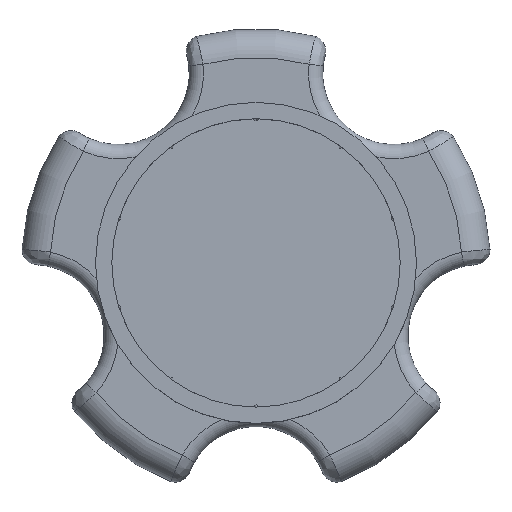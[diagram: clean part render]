
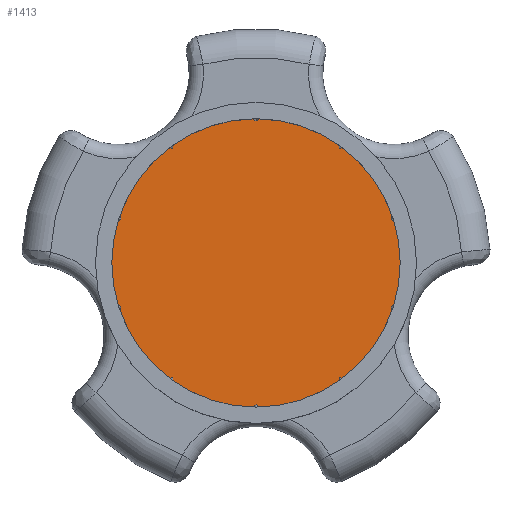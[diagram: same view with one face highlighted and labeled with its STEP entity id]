
A CAD part, top view. The second image highlights one B-rep face of the part: STEP entity #1413.
In plain terms, the highlighted planar face has unit normal (0, 0, 1).
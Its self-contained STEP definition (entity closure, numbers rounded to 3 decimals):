
#41=LINE('',#3053,#142);
#44=LINE('',#3058,#145);
#45=LINE('',#3063,#146);
#46=LINE('',#3065,#147);
#47=LINE('',#3069,#148);
#48=LINE('',#3071,#149);
#49=LINE('',#3075,#150);
#50=LINE('',#3077,#151);
#51=LINE('',#3081,#152);
#52=LINE('',#3083,#153);
#53=LINE('',#3087,#154);
#54=LINE('',#3089,#155);
#55=LINE('',#3093,#156);
#56=LINE('',#3095,#157);
#57=LINE('',#3099,#158);
#58=LINE('',#3101,#159);
#59=LINE('',#3105,#160);
#60=LINE('',#3107,#161);
#61=LINE('',#3111,#162);
#62=LINE('',#3113,#163);
#142=VECTOR('',#1813,10.);
#145=VECTOR('',#1818,10.);
#146=VECTOR('',#1823,10.);
#147=VECTOR('',#1824,10.);
#148=VECTOR('',#1827,10.);
#149=VECTOR('',#1828,10.);
#150=VECTOR('',#1831,10.);
#151=VECTOR('',#1832,10.);
#152=VECTOR('',#1835,10.);
#153=VECTOR('',#1836,10.);
#154=VECTOR('',#1839,10.);
#155=VECTOR('',#1840,10.);
#156=VECTOR('',#1843,10.);
#157=VECTOR('',#1844,10.);
#158=VECTOR('',#1847,10.);
#159=VECTOR('',#1848,10.);
#160=VECTOR('',#1851,10.);
#161=VECTOR('',#1852,10.);
#162=VECTOR('',#1855,10.);
#163=VECTOR('',#1856,10.);
#263=PLANE('',#1557);
#368=FACE_OUTER_BOUND('',#455,.T.);
#455=EDGE_LOOP('',(#1091,#1092,#1093,#1094,#1095,#1096,#1097,#1098,#1099,
#1100,#1101,#1102,#1103,#1104,#1105,#1106,#1107,#1108,#1109,#1110,#1111,
#1112,#1113,#1114,#1115,#1116,#1117,#1118,#1119,#1120));
#558=CIRCLE('',#1558,20.3);
#559=CIRCLE('',#1559,20.3);
#560=CIRCLE('',#1560,20.3);
#561=CIRCLE('',#1561,20.3);
#562=CIRCLE('',#1562,20.3);
#563=CIRCLE('',#1563,20.3);
#564=CIRCLE('',#1564,20.3);
#565=CIRCLE('',#1565,20.3);
#566=CIRCLE('',#1566,20.3);
#567=CIRCLE('',#1567,20.3);
#628=VERTEX_POINT('',#3050);
#629=VERTEX_POINT('',#3052);
#630=VERTEX_POINT('',#3056);
#631=VERTEX_POINT('',#3060);
#632=VERTEX_POINT('',#3062);
#633=VERTEX_POINT('',#3064);
#634=VERTEX_POINT('',#3066);
#635=VERTEX_POINT('',#3068);
#636=VERTEX_POINT('',#3070);
#637=VERTEX_POINT('',#3072);
#638=VERTEX_POINT('',#3074);
#639=VERTEX_POINT('',#3076);
#640=VERTEX_POINT('',#3078);
#641=VERTEX_POINT('',#3080);
#642=VERTEX_POINT('',#3082);
#643=VERTEX_POINT('',#3084);
#644=VERTEX_POINT('',#3086);
#645=VERTEX_POINT('',#3088);
#646=VERTEX_POINT('',#3090);
#647=VERTEX_POINT('',#3092);
#648=VERTEX_POINT('',#3094);
#649=VERTEX_POINT('',#3096);
#650=VERTEX_POINT('',#3098);
#651=VERTEX_POINT('',#3100);
#652=VERTEX_POINT('',#3102);
#653=VERTEX_POINT('',#3104);
#654=VERTEX_POINT('',#3106);
#655=VERTEX_POINT('',#3108);
#656=VERTEX_POINT('',#3110);
#657=VERTEX_POINT('',#3112);
#795=EDGE_CURVE('',#629,#628,#41,.T.);
#798=EDGE_CURVE('',#628,#630,#44,.T.);
#799=EDGE_CURVE('',#631,#630,#558,.T.);
#800=EDGE_CURVE('',#631,#632,#45,.T.);
#801=EDGE_CURVE('',#632,#633,#46,.T.);
#802=EDGE_CURVE('',#634,#633,#559,.T.);
#803=EDGE_CURVE('',#634,#635,#47,.T.);
#804=EDGE_CURVE('',#635,#636,#48,.T.);
#805=EDGE_CURVE('',#637,#636,#560,.T.);
#806=EDGE_CURVE('',#637,#638,#49,.T.);
#807=EDGE_CURVE('',#638,#639,#50,.T.);
#808=EDGE_CURVE('',#640,#639,#561,.T.);
#809=EDGE_CURVE('',#640,#641,#51,.T.);
#810=EDGE_CURVE('',#641,#642,#52,.T.);
#811=EDGE_CURVE('',#643,#642,#562,.T.);
#812=EDGE_CURVE('',#643,#644,#53,.T.);
#813=EDGE_CURVE('',#644,#645,#54,.T.);
#814=EDGE_CURVE('',#646,#645,#563,.T.);
#815=EDGE_CURVE('',#646,#647,#55,.T.);
#816=EDGE_CURVE('',#647,#648,#56,.T.);
#817=EDGE_CURVE('',#649,#648,#564,.T.);
#818=EDGE_CURVE('',#649,#650,#57,.T.);
#819=EDGE_CURVE('',#650,#651,#58,.T.);
#820=EDGE_CURVE('',#652,#651,#565,.T.);
#821=EDGE_CURVE('',#652,#653,#59,.T.);
#822=EDGE_CURVE('',#653,#654,#60,.T.);
#823=EDGE_CURVE('',#655,#654,#566,.T.);
#824=EDGE_CURVE('',#655,#656,#61,.T.);
#825=EDGE_CURVE('',#656,#657,#62,.T.);
#826=EDGE_CURVE('',#629,#657,#567,.T.);
#1091=ORIENTED_EDGE('',*,*,#795,.T.);
#1092=ORIENTED_EDGE('',*,*,#798,.T.);
#1093=ORIENTED_EDGE('',*,*,#799,.F.);
#1094=ORIENTED_EDGE('',*,*,#800,.T.);
#1095=ORIENTED_EDGE('',*,*,#801,.T.);
#1096=ORIENTED_EDGE('',*,*,#802,.F.);
#1097=ORIENTED_EDGE('',*,*,#803,.T.);
#1098=ORIENTED_EDGE('',*,*,#804,.T.);
#1099=ORIENTED_EDGE('',*,*,#805,.F.);
#1100=ORIENTED_EDGE('',*,*,#806,.T.);
#1101=ORIENTED_EDGE('',*,*,#807,.T.);
#1102=ORIENTED_EDGE('',*,*,#808,.F.);
#1103=ORIENTED_EDGE('',*,*,#809,.T.);
#1104=ORIENTED_EDGE('',*,*,#810,.T.);
#1105=ORIENTED_EDGE('',*,*,#811,.F.);
#1106=ORIENTED_EDGE('',*,*,#812,.T.);
#1107=ORIENTED_EDGE('',*,*,#813,.T.);
#1108=ORIENTED_EDGE('',*,*,#814,.F.);
#1109=ORIENTED_EDGE('',*,*,#815,.T.);
#1110=ORIENTED_EDGE('',*,*,#816,.T.);
#1111=ORIENTED_EDGE('',*,*,#817,.F.);
#1112=ORIENTED_EDGE('',*,*,#818,.T.);
#1113=ORIENTED_EDGE('',*,*,#819,.T.);
#1114=ORIENTED_EDGE('',*,*,#820,.F.);
#1115=ORIENTED_EDGE('',*,*,#821,.T.);
#1116=ORIENTED_EDGE('',*,*,#822,.T.);
#1117=ORIENTED_EDGE('',*,*,#823,.F.);
#1118=ORIENTED_EDGE('',*,*,#824,.T.);
#1119=ORIENTED_EDGE('',*,*,#825,.T.);
#1120=ORIENTED_EDGE('',*,*,#826,.F.);
#1413=ADVANCED_FACE('',(#368),#263,.T.);
#1557=AXIS2_PLACEMENT_3D('',#3059,#1819,#1820);
#1558=AXIS2_PLACEMENT_3D('',#3061,#1821,#1822);
#1559=AXIS2_PLACEMENT_3D('',#3067,#1825,#1826);
#1560=AXIS2_PLACEMENT_3D('',#3073,#1829,#1830);
#1561=AXIS2_PLACEMENT_3D('',#3079,#1833,#1834);
#1562=AXIS2_PLACEMENT_3D('',#3085,#1837,#1838);
#1563=AXIS2_PLACEMENT_3D('',#3091,#1841,#1842);
#1564=AXIS2_PLACEMENT_3D('',#3097,#1845,#1846);
#1565=AXIS2_PLACEMENT_3D('',#3103,#1849,#1850);
#1566=AXIS2_PLACEMENT_3D('',#3109,#1853,#1854);
#1567=AXIS2_PLACEMENT_3D('',#3114,#1857,#1858);
#1813=DIRECTION('',(-0.999,0.048,0.));
#1818=DIRECTION('',(-0.354,0.935,0.));
#1819=DIRECTION('center_axis',(0.,0.,1.));
#1820=DIRECTION('ref_axis',(1.,0.,0.));
#1821=DIRECTION('center_axis',(0.,0.,-1.));
#1822=DIRECTION('ref_axis',(1.,0.,0.));
#1823=DIRECTION('',(-0.836,-0.548,0.));
#1824=DIRECTION('',(-0.836,0.548,0.));
#1825=DIRECTION('center_axis',(0.,0.,-1.));
#1826=DIRECTION('ref_axis',(1.,0.,0.));
#1827=DIRECTION('',(-0.354,-0.935,0.));
#1828=DIRECTION('',(-0.999,-0.048,0.));
#1829=DIRECTION('center_axis',(0.,0.,-1.));
#1830=DIRECTION('ref_axis',(1.,0.,0.));
#1831=DIRECTION('',(0.263,-0.965,0.));
#1832=DIRECTION('',(-0.78,-0.626,0.));
#1833=DIRECTION('center_axis',(0.,0.,-1.));
#1834=DIRECTION('ref_axis',(1.,0.,0.));
#1835=DIRECTION('',(0.78,-0.626,0.));
#1836=DIRECTION('',(-0.263,-0.965,0.));
#1837=DIRECTION('center_axis',(0.,0.,-1.));
#1838=DIRECTION('ref_axis',(1.,0.,0.));
#1839=DIRECTION('',(0.999,-0.048,0.));
#1840=DIRECTION('',(0.354,-0.935,0.));
#1841=DIRECTION('center_axis',(0.,0.,-1.));
#1842=DIRECTION('ref_axis',(1.,0.,0.));
#1843=DIRECTION('',(0.836,0.548,0.));
#1844=DIRECTION('',(0.836,-0.548,0.));
#1845=DIRECTION('center_axis',(0.,0.,-1.));
#1846=DIRECTION('ref_axis',(1.,0.,0.));
#1847=DIRECTION('',(0.354,0.935,0.));
#1848=DIRECTION('',(0.999,0.048,0.));
#1849=DIRECTION('center_axis',(0.,0.,-1.));
#1850=DIRECTION('ref_axis',(1.,0.,0.));
#1851=DIRECTION('',(-0.263,0.965,0.));
#1852=DIRECTION('',(0.78,0.626,0.));
#1853=DIRECTION('center_axis',(0.,0.,-1.));
#1854=DIRECTION('ref_axis',(1.,0.,0.));
#1855=DIRECTION('',(-0.78,0.626,0.));
#1856=DIRECTION('',(0.263,0.965,0.));
#1857=DIRECTION('center_axis',(0.,0.,-1.));
#1858=DIRECTION('ref_axis',(1.,0.,0.));
#3050=CARTESIAN_POINT('',(11.756,16.18,0.));
#3052=CARTESIAN_POINT('',(12.293,16.155,0.));
#3053=CARTESIAN_POINT('',(6.279,16.444,0.));
#3056=CARTESIAN_POINT('',(11.565,16.684,0.));
#3058=CARTESIAN_POINT('',(13.603,11.305,0.));
#3059=CARTESIAN_POINT('Origin',(0.,0.,0.));
#3060=CARTESIAN_POINT('',(0.45,20.295,0.));
#3061=CARTESIAN_POINT('Origin',(0.,0.,0.));
#3062=CARTESIAN_POINT('',(0.,20.,0.));
#3063=CARTESIAN_POINT('',(-4.585,16.994,0.));
#3064=CARTESIAN_POINT('',(-0.45,20.295,0.));
#3065=CARTESIAN_POINT('',(4.36,17.142,0.));
#3066=CARTESIAN_POINT('',(-11.565,16.684,0.));
#3067=CARTESIAN_POINT('Origin',(0.,0.,0.));
#3068=CARTESIAN_POINT('',(-11.756,16.18,0.));
#3069=CARTESIAN_POINT('',(-13.698,11.053,0.));
#3070=CARTESIAN_POINT('',(-12.293,16.155,0.));
#3071=CARTESIAN_POINT('',(-6.548,16.431,0.));
#3072=CARTESIAN_POINT('',(-19.163,6.699,0.));
#3073=CARTESIAN_POINT('Origin',(0.,0.,0.));
#3074=CARTESIAN_POINT('',(-19.021,6.18,0.));
#3075=CARTESIAN_POINT('',(-17.579,0.891,0.));
#3076=CARTESIAN_POINT('',(-19.441,5.844,0.));
#3077=CARTESIAN_POINT('',(-14.955,9.444,0.));
#3078=CARTESIAN_POINT('',(-19.441,-5.844,0.));
#3079=CARTESIAN_POINT('Origin',(0.,0.,0.));
#3080=CARTESIAN_POINT('',(-19.021,-6.18,0.));
#3081=CARTESIAN_POINT('',(-14.745,-9.612,0.));
#3082=CARTESIAN_POINT('',(-19.163,-6.699,0.));
#3083=CARTESIAN_POINT('',(-17.65,-1.15,0.));
#3084=CARTESIAN_POINT('',(-12.293,-16.155,0.));
#3085=CARTESIAN_POINT('Origin',(0.,0.,0.));
#3086=CARTESIAN_POINT('',(-11.756,-16.18,0.));
#3087=CARTESIAN_POINT('',(-6.279,-16.444,0.));
#3088=CARTESIAN_POINT('',(-11.565,-16.684,0.));
#3089=CARTESIAN_POINT('',(-13.603,-11.305,0.));
#3090=CARTESIAN_POINT('',(-0.45,-20.295,0.));
#3091=CARTESIAN_POINT('Origin',(0.,0.,0.));
#3092=CARTESIAN_POINT('',(0.,-20.,0.));
#3093=CARTESIAN_POINT('',(4.585,-16.994,0.));
#3094=CARTESIAN_POINT('',(0.45,-20.295,0.));
#3095=CARTESIAN_POINT('',(-4.36,-17.142,0.));
#3096=CARTESIAN_POINT('',(11.565,-16.684,0.));
#3097=CARTESIAN_POINT('Origin',(0.,0.,0.));
#3098=CARTESIAN_POINT('',(11.756,-16.18,0.));
#3099=CARTESIAN_POINT('',(13.698,-11.053,0.));
#3100=CARTESIAN_POINT('',(12.293,-16.155,0.));
#3101=CARTESIAN_POINT('',(6.548,-16.431,0.));
#3102=CARTESIAN_POINT('',(19.163,-6.699,0.));
#3103=CARTESIAN_POINT('Origin',(0.,0.,0.));
#3104=CARTESIAN_POINT('',(19.021,-6.18,0.));
#3105=CARTESIAN_POINT('',(17.579,-0.891,0.));
#3106=CARTESIAN_POINT('',(19.441,-5.844,0.));
#3107=CARTESIAN_POINT('',(14.955,-9.444,0.));
#3108=CARTESIAN_POINT('',(19.441,5.844,0.));
#3109=CARTESIAN_POINT('Origin',(0.,0.,0.));
#3110=CARTESIAN_POINT('',(19.021,6.18,0.));
#3111=CARTESIAN_POINT('',(14.745,9.612,0.));
#3112=CARTESIAN_POINT('',(19.163,6.699,0.));
#3113=CARTESIAN_POINT('',(17.65,1.15,0.));
#3114=CARTESIAN_POINT('Origin',(0.,0.,0.));
